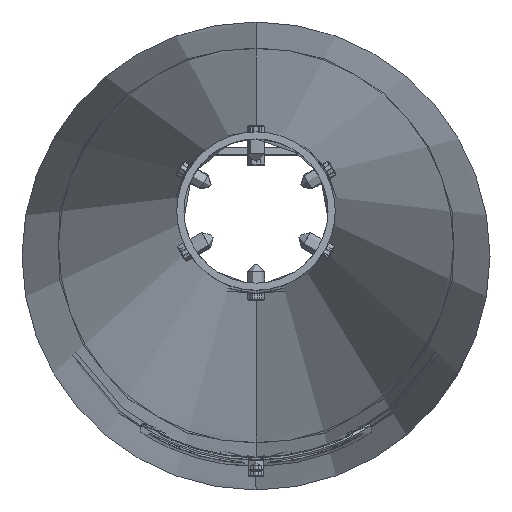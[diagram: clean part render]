
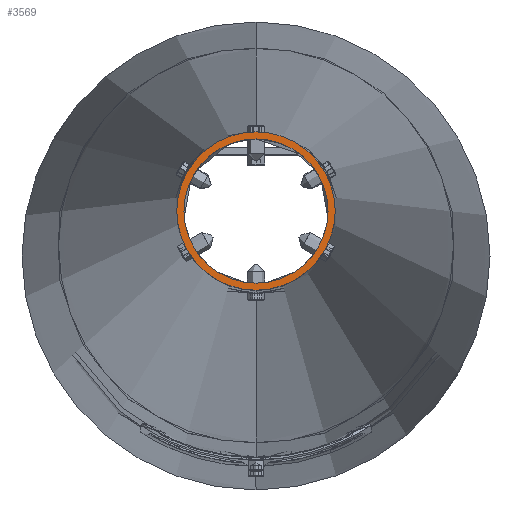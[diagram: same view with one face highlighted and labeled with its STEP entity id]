
A CAD part, top view. The second image highlights one B-rep face of the part: STEP entity #3569.
In plain terms, the highlighted face is planar.
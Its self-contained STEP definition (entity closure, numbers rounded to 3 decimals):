
#7 = DIRECTION ( 'NONE',  ( 0., 0., -1. ) ) ;
#268 = CARTESIAN_POINT ( 'NONE',  ( -44.5, 11120., 0. ) ) ;
#484 = DIRECTION ( 'NONE',  ( 0., -1., 0. ) ) ;
#571 = CIRCLE ( 'NONE', #5074, 40.5 ) ;
#606 = EDGE_LOOP ( 'NONE', ( #2971, #1694 ) ) ;
#669 = AXIS2_PLACEMENT_3D ( 'NONE', #6372, #5427, #7 ) ;
#831 = FACE_OUTER_BOUND ( 'NONE', #606, .T. ) ;
#1122 = AXIS2_PLACEMENT_3D ( 'NONE', #4672, #6804, #3611 ) ;
#1360 = DIRECTION ( 'NONE',  ( 0., 0., -1. ) ) ;
#1608 = CARTESIAN_POINT ( 'NONE',  ( 0., 11120., 0. ) ) ;
#1676 = AXIS2_PLACEMENT_3D ( 'NONE', #1608, #484, #2072 ) ;
#1679 = CARTESIAN_POINT ( 'NONE',  ( 0., 11120., -44.5 ) ) ;
#1694 = ORIENTED_EDGE ( 'NONE', *, *, #3893, .F. ) ;
#2072 = DIRECTION ( 'NONE',  ( 0., 0., -1. ) ) ;
#2113 = VERTEX_POINT ( 'NONE', #6397 ) ;
#2413 = CARTESIAN_POINT ( 'NONE',  ( 0., 11120., 40.5 ) ) ;
#2504 = DIRECTION ( 'NONE',  ( 0., 1., 0. ) ) ;
#2530 = ORIENTED_EDGE ( 'NONE', *, *, #5661, .T. ) ;
#2789 = VERTEX_POINT ( 'NONE', #1679 ) ;
#2971 = ORIENTED_EDGE ( 'NONE', *, *, #3832, .F. ) ;
#3261 = AXIS2_PLACEMENT_3D ( 'NONE', #268, #2504, #4585 ) ;
#3322 = EDGE_CURVE ( 'NONE', #2113, #6750, #4740, .T. ) ;
#3484 = FACE_BOUND ( 'NONE', #4608, .T. ) ;
#3569 = ADVANCED_FACE ( 'NONE', ( #3484, #831 ), #5613, .T. ) ;
#3611 = DIRECTION ( 'NONE',  ( 0., 0., -1. ) ) ;
#3832 = EDGE_CURVE ( 'NONE', #2789, #4943, #6625, .T. ) ;
#3893 = EDGE_CURVE ( 'NONE', #4943, #2789, #5071, .T. ) ;
#4585 = DIRECTION ( 'NONE',  ( 0., 0., 1. ) ) ;
#4608 = EDGE_LOOP ( 'NONE', ( #5031, #2530 ) ) ;
#4672 = CARTESIAN_POINT ( 'NONE',  ( 0., 11120., 0. ) ) ;
#4740 = CIRCLE ( 'NONE', #1676, 40.5 ) ;
#4808 = CARTESIAN_POINT ( 'NONE',  ( 0., 11120., 0. ) ) ;
#4943 = VERTEX_POINT ( 'NONE', #6196 ) ;
#5031 = ORIENTED_EDGE ( 'NONE', *, *, #3322, .T. ) ;
#5071 = CIRCLE ( 'NONE', #669, 44.5 ) ;
#5074 = AXIS2_PLACEMENT_3D ( 'NONE', #4808, #6215, #1360 ) ;
#5427 = DIRECTION ( 'NONE',  ( 0., -1., 0. ) ) ;
#5613 = PLANE ( 'NONE',  #3261 ) ;
#5661 = EDGE_CURVE ( 'NONE', #6750, #2113, #571, .T. ) ;
#6196 = CARTESIAN_POINT ( 'NONE',  ( 0., 11120., 44.5 ) ) ;
#6215 = DIRECTION ( 'NONE',  ( 0., -1., 0. ) ) ;
#6372 = CARTESIAN_POINT ( 'NONE',  ( 0., 11120., 0. ) ) ;
#6397 = CARTESIAN_POINT ( 'NONE',  ( 0., 11120., -40.5 ) ) ;
#6625 = CIRCLE ( 'NONE', #1122, 44.5 ) ;
#6750 = VERTEX_POINT ( 'NONE', #2413 ) ;
#6804 = DIRECTION ( 'NONE',  ( 0., -1., 0. ) ) ;
